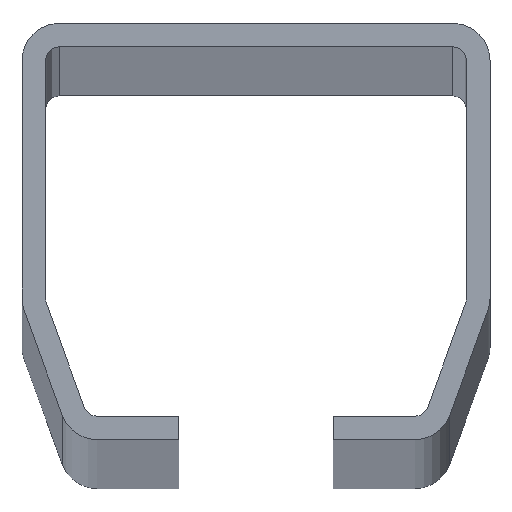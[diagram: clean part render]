
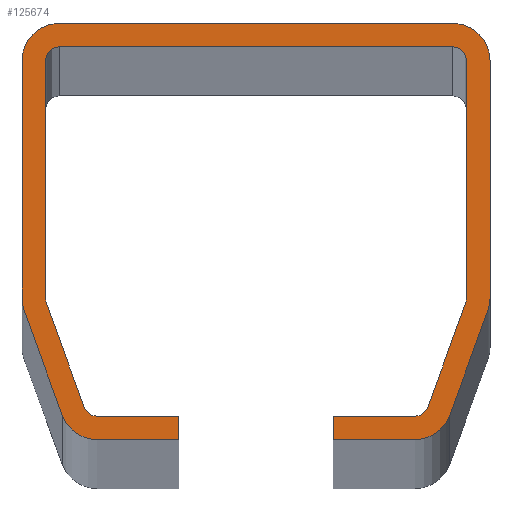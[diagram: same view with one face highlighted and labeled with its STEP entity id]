
A CAD part, top view. The second image highlights one B-rep face of the part: STEP entity #125674.
In plain terms, the highlighted planar face has unit normal (0, 0, 1).
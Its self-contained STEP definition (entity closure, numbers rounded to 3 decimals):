
#38=CIRCLE('',#130753,3.);
#39=CIRCLE('',#130756,3.);
#40=CIRCLE('',#130759,3.);
#41=CIRCLE('',#130762,3.);
#42=CIRCLE('',#130765,3.);
#43=CIRCLE('',#130768,3.);
#44=CIRCLE('',#130772,8.);
#45=CIRCLE('',#130775,8.);
#46=CIRCLE('',#130778,8.);
#47=CIRCLE('',#130781,8.);
#48=CIRCLE('',#130784,8.);
#49=CIRCLE('',#130787,8.);
#10627=FACE_OUTER_BOUND('',#17569,.T.);
#17569=EDGE_LOOP('',(#108186,#108187,#108188,#108189,#108190,#108191,#108192,
#108193,#108194,#108195,#108196,#108197,#108198,#108199,#108200,#108201,
#108202,#108203,#108204,#108205,#108206,#108207,#108208,#108209,#108210,
#108211,#108212,#108213));
#30726=LINE('',#208104,#45138);
#31929=LINE('',#213062,#46341);
#31931=LINE('',#213068,#46343);
#31947=LINE('',#213122,#46359);
#31950=LINE('',#213127,#46362);
#31953=LINE('',#213135,#46365);
#31955=LINE('',#213142,#46367);
#31958=LINE('',#213150,#46370);
#31961=LINE('',#213158,#46373);
#31964=LINE('',#213166,#46376);
#31967=LINE('',#213173,#46379);
#31968=LINE('',#213177,#46380);
#31972=LINE('',#213189,#46384);
#31975=LINE('',#213196,#46387);
#31977=LINE('',#213203,#46389);
#31980=LINE('',#213211,#46392);
#45138=VECTOR('',#152947,10.);
#46341=VECTOR('',#155232,10.);
#46343=VECTOR('',#155236,10.);
#46359=VECTOR('',#155280,10.);
#46362=VECTOR('',#155285,10.);
#46365=VECTOR('',#155294,10.);
#46367=VECTOR('',#155302,10.);
#46370=VECTOR('',#155311,10.);
#46373=VECTOR('',#155320,10.);
#46376=VECTOR('',#155329,10.);
#46379=VECTOR('',#155338,10.);
#46380=VECTOR('',#155341,10.);
#46384=VECTOR('',#155357,10.);
#46387=VECTOR('',#155366,10.);
#46389=VECTOR('',#155374,10.);
#46392=VECTOR('',#155383,10.);
#56646=VERTEX_POINT('',#208102);
#56647=VERTEX_POINT('',#208103);
#57583=VERTEX_POINT('',#213056);
#57585=VERTEX_POINT('',#213060);
#57586=VERTEX_POINT('',#213064);
#57588=VERTEX_POINT('',#213067);
#57612=VERTEX_POINT('',#213121);
#57613=VERTEX_POINT('',#213125);
#57614=VERTEX_POINT('',#213129);
#57615=VERTEX_POINT('',#213130);
#57616=VERTEX_POINT('',#213137);
#57617=VERTEX_POINT('',#213141);
#57618=VERTEX_POINT('',#213145);
#57619=VERTEX_POINT('',#213149);
#57620=VERTEX_POINT('',#213153);
#57621=VERTEX_POINT('',#213157);
#57622=VERTEX_POINT('',#213161);
#57623=VERTEX_POINT('',#213165);
#57624=VERTEX_POINT('',#213169);
#57625=VERTEX_POINT('',#213175);
#57626=VERTEX_POINT('',#213176);
#57627=VERTEX_POINT('',#213184);
#57628=VERTEX_POINT('',#213188);
#57629=VERTEX_POINT('',#213192);
#57630=VERTEX_POINT('',#213198);
#57631=VERTEX_POINT('',#213202);
#57632=VERTEX_POINT('',#213206);
#57633=VERTEX_POINT('',#213210);
#73012=EDGE_CURVE('',#56646,#56647,#30726,.T.);
#74417=EDGE_CURVE('',#57583,#57585,#31929,.T.);
#74419=EDGE_CURVE('',#57588,#57586,#31931,.T.);
#74447=EDGE_CURVE('',#57583,#57612,#31947,.T.);
#74450=EDGE_CURVE('',#57585,#57613,#31950,.T.);
#74451=EDGE_CURVE('',#57614,#57615,#38,.T.);
#74454=EDGE_CURVE('',#57615,#57588,#31953,.T.);
#74455=EDGE_CURVE('',#57613,#57616,#39,.T.);
#74457=EDGE_CURVE('',#57616,#57617,#31955,.T.);
#74459=EDGE_CURVE('',#57617,#57618,#40,.T.);
#74461=EDGE_CURVE('',#57618,#57619,#31958,.T.);
#74463=EDGE_CURVE('',#57619,#57620,#41,.T.);
#74465=EDGE_CURVE('',#57620,#57621,#31961,.T.);
#74467=EDGE_CURVE('',#57621,#57622,#42,.T.);
#74469=EDGE_CURVE('',#57622,#57623,#31964,.T.);
#74471=EDGE_CURVE('',#57623,#57624,#43,.T.);
#74473=EDGE_CURVE('',#57624,#57614,#31967,.T.);
#74474=EDGE_CURVE('',#57625,#57626,#31968,.T.);
#74477=EDGE_CURVE('',#57626,#56646,#44,.T.);
#74478=EDGE_CURVE('',#56647,#57627,#45,.T.);
#74480=EDGE_CURVE('',#57627,#57628,#31972,.T.);
#74482=EDGE_CURVE('',#57628,#57629,#46,.T.);
#74484=EDGE_CURVE('',#57629,#57586,#31975,.T.);
#74485=EDGE_CURVE('',#57612,#57630,#47,.T.);
#74487=EDGE_CURVE('',#57630,#57631,#31977,.T.);
#74489=EDGE_CURVE('',#57631,#57632,#48,.T.);
#74491=EDGE_CURVE('',#57632,#57633,#31980,.T.);
#74493=EDGE_CURVE('',#57633,#57625,#49,.T.);
#108186=ORIENTED_EDGE('',*,*,#74419,.T.);
#108187=ORIENTED_EDGE('',*,*,#74484,.F.);
#108188=ORIENTED_EDGE('',*,*,#74482,.F.);
#108189=ORIENTED_EDGE('',*,*,#74480,.F.);
#108190=ORIENTED_EDGE('',*,*,#74478,.F.);
#108191=ORIENTED_EDGE('',*,*,#73012,.F.);
#108192=ORIENTED_EDGE('',*,*,#74477,.F.);
#108193=ORIENTED_EDGE('',*,*,#74474,.F.);
#108194=ORIENTED_EDGE('',*,*,#74493,.F.);
#108195=ORIENTED_EDGE('',*,*,#74491,.F.);
#108196=ORIENTED_EDGE('',*,*,#74489,.F.);
#108197=ORIENTED_EDGE('',*,*,#74487,.F.);
#108198=ORIENTED_EDGE('',*,*,#74485,.F.);
#108199=ORIENTED_EDGE('',*,*,#74447,.F.);
#108200=ORIENTED_EDGE('',*,*,#74417,.T.);
#108201=ORIENTED_EDGE('',*,*,#74450,.T.);
#108202=ORIENTED_EDGE('',*,*,#74455,.T.);
#108203=ORIENTED_EDGE('',*,*,#74457,.T.);
#108204=ORIENTED_EDGE('',*,*,#74459,.T.);
#108205=ORIENTED_EDGE('',*,*,#74461,.T.);
#108206=ORIENTED_EDGE('',*,*,#74463,.T.);
#108207=ORIENTED_EDGE('',*,*,#74465,.T.);
#108208=ORIENTED_EDGE('',*,*,#74467,.T.);
#108209=ORIENTED_EDGE('',*,*,#74469,.T.);
#108210=ORIENTED_EDGE('',*,*,#74471,.T.);
#108211=ORIENTED_EDGE('',*,*,#74473,.T.);
#108212=ORIENTED_EDGE('',*,*,#74451,.T.);
#108213=ORIENTED_EDGE('',*,*,#74454,.T.);
#113271=PLANE('',#130788);
#125674=ADVANCED_FACE('',(#10627),#113271,.T.);
#130753=AXIS2_PLACEMENT_3D('',#213131,#155288,#155289);
#130756=AXIS2_PLACEMENT_3D('',#213138,#155297,#155298);
#130759=AXIS2_PLACEMENT_3D('',#213146,#155306,#155307);
#130762=AXIS2_PLACEMENT_3D('',#213154,#155315,#155316);
#130765=AXIS2_PLACEMENT_3D('',#213162,#155324,#155325);
#130768=AXIS2_PLACEMENT_3D('',#213170,#155333,#155334);
#130772=AXIS2_PLACEMENT_3D('',#213181,#155346,#155347);
#130775=AXIS2_PLACEMENT_3D('',#213185,#155352,#155353);
#130778=AXIS2_PLACEMENT_3D('',#213193,#155361,#155362);
#130781=AXIS2_PLACEMENT_3D('',#213199,#155369,#155370);
#130784=AXIS2_PLACEMENT_3D('',#213207,#155378,#155379);
#130787=AXIS2_PLACEMENT_3D('',#213214,#155387,#155388);
#130788=AXIS2_PLACEMENT_3D('',#213215,#155389,#155390);
#152947=DIRECTION('',(0.,-1.,0.));
#155232=DIRECTION('',(0.,1.,0.));
#155236=DIRECTION('',(0.,-1.,0.));
#155280=DIRECTION('',(-1.,0.,0.));
#155285=DIRECTION('',(-1.,0.,0.));
#155288=DIRECTION('center_axis',(0.,0.,-1.));
#155289=DIRECTION('ref_axis',(0.,-1.,0.));
#155294=DIRECTION('',(-1.,0.,0.));
#155297=DIRECTION('center_axis',(0.,0.,-1.));
#155298=DIRECTION('ref_axis',(-0.94,-0.342,0.));
#155302=DIRECTION('',(-0.342,0.94,0.));
#155306=DIRECTION('center_axis',(0.,0.,-1.));
#155307=DIRECTION('ref_axis',(-1.,0.,0.));
#155311=DIRECTION('',(0.,1.,0.));
#155315=DIRECTION('center_axis',(0.,0.,-1.));
#155316=DIRECTION('ref_axis',(0.,1.,0.));
#155320=DIRECTION('',(1.,0.,0.));
#155324=DIRECTION('center_axis',(0.,0.,-1.));
#155325=DIRECTION('ref_axis',(1.,0.,0.));
#155329=DIRECTION('',(0.,-1.,0.));
#155333=DIRECTION('center_axis',(0.,0.,-1.));
#155334=DIRECTION('ref_axis',(0.94,-0.342,0.));
#155338=DIRECTION('',(-0.342,-0.94,0.));
#155341=DIRECTION('',(1.,0.,0.));
#155346=DIRECTION('center_axis',(0.,0.,-1.));
#155347=DIRECTION('ref_axis',(-1.,0.,0.));
#155352=DIRECTION('center_axis',(0.,0.,-1.));
#155353=DIRECTION('ref_axis',(-0.94,0.342,0.));
#155357=DIRECTION('',(-0.342,-0.94,0.));
#155361=DIRECTION('center_axis',(0.,0.,-1.));
#155362=DIRECTION('ref_axis',(0.,1.,0.));
#155366=DIRECTION('',(-1.,0.,0.));
#155369=DIRECTION('center_axis',(0.,0.,-1.));
#155370=DIRECTION('ref_axis',(0.94,0.342,0.));
#155374=DIRECTION('',(-0.342,0.94,0.));
#155378=DIRECTION('center_axis',(0.,0.,-1.));
#155379=DIRECTION('ref_axis',(1.,0.,0.));
#155383=DIRECTION('',(0.,1.,0.));
#155387=DIRECTION('center_axis',(0.,0.,-1.));
#155388=DIRECTION('ref_axis',(0.,-1.,0.));
#155389=DIRECTION('center_axis',(0.,0.,1.));
#155390=DIRECTION('ref_axis',(1.,0.,0.));
#208102=CARTESIAN_POINT('',(50.,-3.,3000.));
#208103=CARTESIAN_POINT('',(50.,-53.713,3000.));
#208104=CARTESIAN_POINT('',(50.,-3.,3000.));
#213056=CARTESIAN_POINT('',(-16.5,-84.,3000.));
#213060=CARTESIAN_POINT('',(-16.5,-79.,3000.));
#213062=CARTESIAN_POINT('',(-16.5,-58.334,3000.));
#213064=CARTESIAN_POINT('',(16.5,-84.,3000.));
#213067=CARTESIAN_POINT('',(16.5,-79.,3000.));
#213068=CARTESIAN_POINT('',(16.5,-58.334,3000.));
#213121=CARTESIAN_POINT('',(-33.888,-84.,3000.));
#213122=CARTESIAN_POINT('',(33.888,-84.,3000.));
#213125=CARTESIAN_POINT('',(-33.888,-79.,3000.));
#213127=CARTESIAN_POINT('',(16.944,-79.,3000.));
#213129=CARTESIAN_POINT('',(36.707,-77.026,3000.));
#213130=CARTESIAN_POINT('',(33.888,-79.,3000.));
#213131=CARTESIAN_POINT('Origin',(33.888,-76.,3000.));
#213135=CARTESIAN_POINT('',(16.944,-79.,3000.));
#213137=CARTESIAN_POINT('',(-36.707,-77.026,3000.));
#213138=CARTESIAN_POINT('Origin',(-33.888,-76.,3000.));
#213141=CARTESIAN_POINT('',(-44.819,-54.739,3000.));
#213142=CARTESIAN_POINT('',(-40.885,-65.548,3000.));
#213145=CARTESIAN_POINT('',(-45.,-53.713,3000.));
#213146=CARTESIAN_POINT('Origin',(-42.,-53.713,3000.));
#213149=CARTESIAN_POINT('',(-45.,-3.,3000.));
#213150=CARTESIAN_POINT('',(-45.,-45.691,3000.));
#213153=CARTESIAN_POINT('',(-42.,0.,3000.));
#213154=CARTESIAN_POINT('Origin',(-42.,-3.,3000.));
#213157=CARTESIAN_POINT('',(42.,0.,3000.));
#213158=CARTESIAN_POINT('',(-21.,0.,3000.));
#213161=CARTESIAN_POINT('',(45.,-3.,3000.));
#213162=CARTESIAN_POINT('Origin',(42.,-3.,3000.));
#213165=CARTESIAN_POINT('',(45.,-53.713,3000.));
#213166=CARTESIAN_POINT('',(45.,-20.334,3000.));
#213169=CARTESIAN_POINT('',(44.819,-54.739,3000.));
#213170=CARTESIAN_POINT('Origin',(42.,-53.713,3000.));
#213173=CARTESIAN_POINT('',(44.941,-54.404,3000.));
#213175=CARTESIAN_POINT('',(-42.,5.,3000.));
#213176=CARTESIAN_POINT('',(42.,5.,3000.));
#213177=CARTESIAN_POINT('',(-42.,5.,3000.));
#213181=CARTESIAN_POINT('Origin',(42.,-3.,3000.));
#213184=CARTESIAN_POINT('',(49.518,-56.449,3000.));
#213185=CARTESIAN_POINT('Origin',(42.,-53.713,3000.));
#213188=CARTESIAN_POINT('',(41.406,-78.736,3000.));
#213189=CARTESIAN_POINT('',(49.518,-56.449,3000.));
#213192=CARTESIAN_POINT('',(33.888,-84.,3000.));
#213193=CARTESIAN_POINT('Origin',(33.888,-76.,3000.));
#213196=CARTESIAN_POINT('',(33.888,-84.,3000.));
#213198=CARTESIAN_POINT('',(-41.406,-78.736,3000.));
#213199=CARTESIAN_POINT('Origin',(-33.888,-76.,3000.));
#213202=CARTESIAN_POINT('',(-49.518,-56.449,3000.));
#213203=CARTESIAN_POINT('',(-41.406,-78.736,3000.));
#213206=CARTESIAN_POINT('',(-50.,-53.713,3000.));
#213207=CARTESIAN_POINT('Origin',(-42.,-53.713,3000.));
#213210=CARTESIAN_POINT('',(-50.,-3.,3000.));
#213211=CARTESIAN_POINT('',(-50.,-53.713,3000.));
#213214=CARTESIAN_POINT('Origin',(-42.,-3.,3000.));
#213215=CARTESIAN_POINT('Origin',(0.,-37.668,
3000.));
